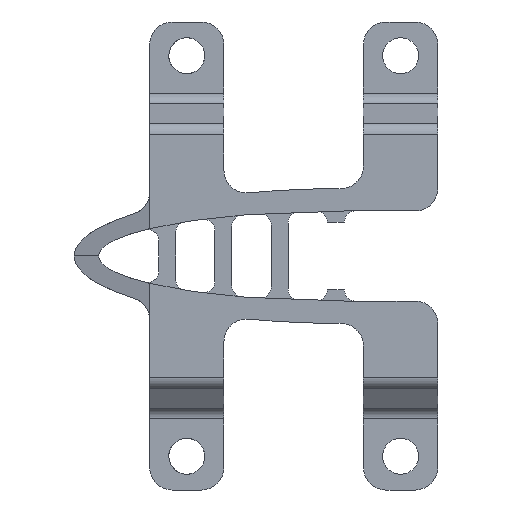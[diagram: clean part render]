
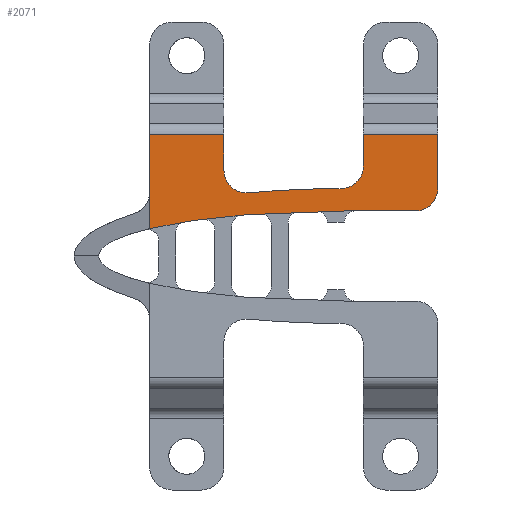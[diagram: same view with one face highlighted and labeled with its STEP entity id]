
A CAD part, front view. The second image highlights one B-rep face of the part: STEP entity #2071.
In plain terms, the highlighted planar face has unit normal (0, -1, 0).
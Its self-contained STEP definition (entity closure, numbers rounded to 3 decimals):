
#39=ELLIPSE('',#2253,24.,6.);
#40=ELLIPSE('',#2255,21.812,4.);
#75=PLANE('',#2251);
#129=FACE_OUTER_BOUND('',#243,.T.);
#243=EDGE_LOOP('',(#1493,#1494,#1495,#1496,#1497,#1498,#1499,#1500,#1501,
#1502,#1503,#1504,#1505));
#349=LINE('',#3120,#537);
#401=LINE('',#3317,#589);
#402=LINE('',#3319,#590);
#403=LINE('',#3327,#591);
#404=LINE('',#3329,#592);
#405=LINE('',#3331,#593);
#406=LINE('',#3333,#594);
#407=LINE('',#3336,#595);
#537=VECTOR('',#2449,10.);
#589=VECTOR('',#2619,10.);
#590=VECTOR('',#2620,10.);
#591=VECTOR('',#2627,10.);
#592=VECTOR('',#2628,10.);
#593=VECTOR('',#2629,10.);
#594=VECTOR('',#2630,10.);
#595=VECTOR('',#2633,10.);
#718=CIRCLE('',#2187,2.);
#761=CIRCLE('',#2252,2.);
#762=CIRCLE('',#2254,2.);
#821=VERTEX_POINT('',#3094);
#822=VERTEX_POINT('',#3096);
#832=VERTEX_POINT('',#3118);
#918=VERTEX_POINT('',#3316);
#919=VERTEX_POINT('',#3318);
#920=VERTEX_POINT('',#3320);
#921=VERTEX_POINT('',#3322);
#922=VERTEX_POINT('',#3324);
#923=VERTEX_POINT('',#3326);
#924=VERTEX_POINT('',#3328);
#925=VERTEX_POINT('',#3330);
#926=VERTEX_POINT('',#3332);
#927=VERTEX_POINT('',#3334);
#1035=EDGE_CURVE('',#821,#822,#718,.T.);
#1047=EDGE_CURVE('',#821,#832,#349,.T.);
#1145=EDGE_CURVE('',#832,#918,#401,.T.);
#1146=EDGE_CURVE('',#919,#918,#402,.T.);
#1147=EDGE_CURVE('',#919,#920,#761,.T.);
#1148=EDGE_CURVE('',#921,#920,#39,.T.);
#1149=EDGE_CURVE('',#921,#922,#762,.T.);
#1150=EDGE_CURVE('',#922,#923,#403,.T.);
#1151=EDGE_CURVE('',#923,#924,#404,.T.);
#1152=EDGE_CURVE('',#925,#924,#405,.T.);
#1153=EDGE_CURVE('',#926,#925,#406,.T.);
#1154=EDGE_CURVE('',#927,#926,#40,.T.);
#1155=EDGE_CURVE('',#822,#927,#407,.T.);
#1493=ORIENTED_EDGE('',*,*,#1035,.F.);
#1494=ORIENTED_EDGE('',*,*,#1047,.T.);
#1495=ORIENTED_EDGE('',*,*,#1145,.T.);
#1496=ORIENTED_EDGE('',*,*,#1146,.F.);
#1497=ORIENTED_EDGE('',*,*,#1147,.T.);
#1498=ORIENTED_EDGE('',*,*,#1148,.F.);
#1499=ORIENTED_EDGE('',*,*,#1149,.T.);
#1500=ORIENTED_EDGE('',*,*,#1150,.T.);
#1501=ORIENTED_EDGE('',*,*,#1151,.T.);
#1502=ORIENTED_EDGE('',*,*,#1152,.F.);
#1503=ORIENTED_EDGE('',*,*,#1153,.F.);
#1504=ORIENTED_EDGE('',*,*,#1154,.F.);
#1505=ORIENTED_EDGE('',*,*,#1155,.F.);
#2071=ADVANCED_FACE('',(#129),#75,.F.);
#2187=AXIS2_PLACEMENT_3D('',#3097,#2430,#2431);
#2251=AXIS2_PLACEMENT_3D('',#3315,#2617,#2618);
#2252=AXIS2_PLACEMENT_3D('',#3321,#2621,#2622);
#2253=AXIS2_PLACEMENT_3D('',#3323,#2623,#2624);
#2254=AXIS2_PLACEMENT_3D('',#3325,#2625,#2626);
#2255=AXIS2_PLACEMENT_3D('',#3335,#2631,#2632);
#2430=DIRECTION('center_axis',(0.,1.,0.));
#2431=DIRECTION('ref_axis',(0.05,0.,-0.999));
#2449=DIRECTION('',(0.,0.,1.));
#2617=DIRECTION('center_axis',(0.,1.,0.));
#2618=DIRECTION('ref_axis',(0.,0.,1.));
#2619=DIRECTION('',(-1.,0.,0.));
#2620=DIRECTION('',(0.,0.,1.));
#2621=DIRECTION('center_axis',(0.,1.,0.));
#2622=DIRECTION('ref_axis',(0.708,0.,-0.706));
#2623=DIRECTION('center_axis',(0.,1.,0.));
#2624=DIRECTION('ref_axis',(1.,0.,0.));
#2625=DIRECTION('center_axis',(0.,1.,0.));
#2626=DIRECTION('ref_axis',(-0.673,0.,-0.74));
#2627=DIRECTION('',(0.,0.,1.));
#2628=DIRECTION('',(-1.,0.,0.));
#2629=DIRECTION('',(0.,0.,1.));
#2630=DIRECTION('',(0.,0.,1.));
#2631=DIRECTION('center_axis',(0.,-1.,0.));
#2632=DIRECTION('ref_axis',(1.,0.,0.));
#2633=DIRECTION('',(-1.,0.,0.));
#3094=CARTESIAN_POINT('',(20.3,0.,5.997));
#3096=CARTESIAN_POINT('',(18.4,0.,4.));
#3097=CARTESIAN_POINT('Origin',(18.3,0.,5.997));
#3118=CARTESIAN_POINT('',(20.3,0.,10.8));
#3120=CARTESIAN_POINT('',(20.3,0.,-12.583));
#3315=CARTESIAN_POINT('Origin',(-4.545,0.,-4.371));
#3316=CARTESIAN_POINT('',(13.7,0.,10.8));
#3317=CARTESIAN_POINT('',(7.927,0.,10.8));
#3318=CARTESIAN_POINT('',(13.7,0.,8.));
#3319=CARTESIAN_POINT('',(13.7,0.,3.057));
#3320=CARTESIAN_POINT('',(11.706,0.,6.));
#3321=CARTESIAN_POINT('Origin',(11.7,0.,8.));
#3322=CARTESIAN_POINT('',(3.489,0.,5.61));
#3323=CARTESIAN_POINT('Origin',(12.,0.,0.));
#3324=CARTESIAN_POINT('',(1.3,0.,7.601));
#3325=CARTESIAN_POINT('Origin',(3.3,0.,7.601));
#3326=CARTESIAN_POINT('',(1.3,0.,10.8));
#3327=CARTESIAN_POINT('',(1.3,0.,6.615));
#3328=CARTESIAN_POINT('',(-5.3,0.,10.8));
#3329=CARTESIAN_POINT('',(1.3,0.,10.8));
#3330=CARTESIAN_POINT('',(-5.3,0.,5.669));
#3331=CARTESIAN_POINT('',(-5.3,0.,3.827));
#3332=CARTESIAN_POINT('',(-5.3,0.,2.436));
#3333=CARTESIAN_POINT('',(-5.3,0.,8.212));
#3334=CARTESIAN_POINT('',(12.,0.,4.));
#3335=CARTESIAN_POINT('Origin',(12.,0.,0.));
#3336=CARTESIAN_POINT('',(8.618,0.,4.));
